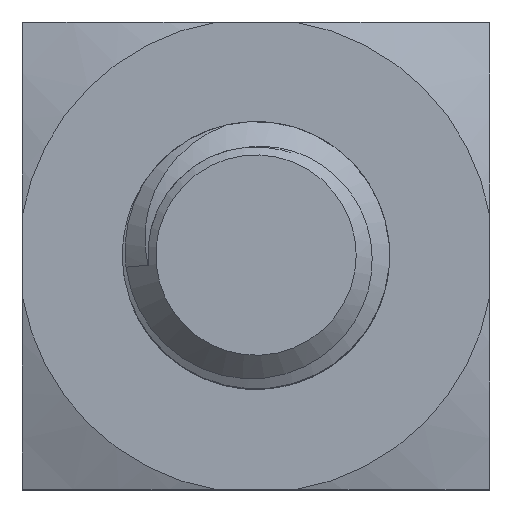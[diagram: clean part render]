
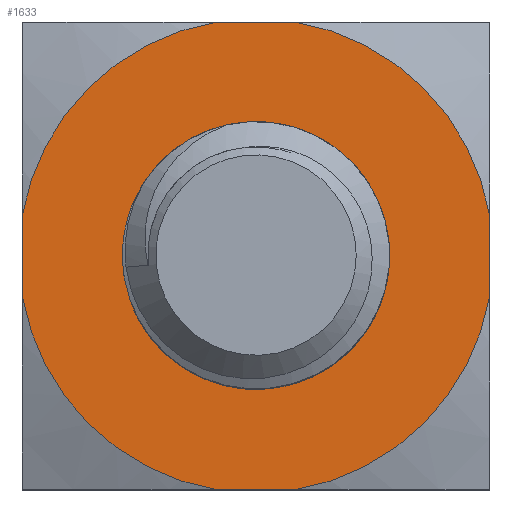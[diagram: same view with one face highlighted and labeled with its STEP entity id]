
A CAD part, top view. The second image highlights one B-rep face of the part: STEP entity #1633.
In plain terms, the highlighted planar face has unit normal (0, 0, 1).
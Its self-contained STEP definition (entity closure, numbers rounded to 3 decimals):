
#208=LINE('',#4395,#400);
#209=LINE('',#4396,#401);
#210=LINE('',#4397,#402);
#211=LINE('',#4398,#403);
#400=VECTOR('',#2150,1000.);
#401=VECTOR('',#2151,1000.);
#402=VECTOR('',#2152,1000.);
#403=VECTOR('',#2153,1000.);
#836=ORIENTED_EDGE('',*,*,#1079,.T.);
#837=ORIENTED_EDGE('',*,*,#891,.T.);
#838=ORIENTED_EDGE('',*,*,#1080,.T.);
#839=ORIENTED_EDGE('',*,*,#893,.T.);
#840=ORIENTED_EDGE('',*,*,#1081,.T.);
#841=ORIENTED_EDGE('',*,*,#885,.T.);
#842=ORIENTED_EDGE('',*,*,#1082,.T.);
#843=ORIENTED_EDGE('',*,*,#888,.T.);
#844=ORIENTED_EDGE('',*,*,#882,.F.);
#882=EDGE_CURVE('',#1096,#1096,#1226,.T.);
#885=EDGE_CURVE('',#1097,#1099,#1227,.T.);
#888=EDGE_CURVE('',#1100,#1102,#1228,.T.);
#891=EDGE_CURVE('',#1103,#1105,#1229,.T.);
#893=EDGE_CURVE('',#1108,#1107,#1230,.T.);
#1079=EDGE_CURVE('',#1102,#1103,#208,.T.);
#1080=EDGE_CURVE('',#1105,#1108,#209,.T.);
#1081=EDGE_CURVE('',#1107,#1097,#210,.T.);
#1082=EDGE_CURVE('',#1099,#1100,#211,.T.);
#1096=VERTEX_POINT('',#3923);
#1097=VERTEX_POINT('',#3934);
#1099=VERTEX_POINT('',#3945);
#1100=VERTEX_POINT('',#3957);
#1102=VERTEX_POINT('',#3968);
#1103=VERTEX_POINT('',#3980);
#1105=VERTEX_POINT('',#3991);
#1107=VERTEX_POINT('',#4004);
#1108=VERTEX_POINT('',#4006);
#1226=CIRCLE('',#1663,2.);
#1227=CIRCLE('',#1665,3.55);
#1228=CIRCLE('',#1667,3.55);
#1229=CIRCLE('',#1669,3.55);
#1230=CIRCLE('',#1671,3.55);
#1335=EDGE_LOOP('',(#836,#837,#838,#839,#840,#841,#842,#843));
#1336=EDGE_LOOP('',(#844));
#1445=FACE_BOUND('',#1335,.T.);
#1446=FACE_BOUND('',#1336,.T.);
#1535=PLANE('',#1754);
#1633=ADVANCED_FACE('',(#1445,#1446),#1535,.T.);
#1663=AXIS2_PLACEMENT_3D('',#3922,#1782,#1783);
#1665=AXIS2_PLACEMENT_3D('',#3946,#1786,#1787);
#1667=AXIS2_PLACEMENT_3D('',#3969,#1790,#1791);
#1669=AXIS2_PLACEMENT_3D('',#3992,#1794,#1795);
#1671=AXIS2_PLACEMENT_3D('',#4005,#1798,#1799);
#1754=AXIS2_PLACEMENT_3D('',#4394,#2148,#2149);
#1782=DIRECTION('',(0.,0.,1.));
#1783=DIRECTION('',(1.,0.,0.));
#1786=DIRECTION('',(0.,0.,1.));
#1787=DIRECTION('',(1.,0.,0.));
#1790=DIRECTION('',(0.,0.,1.));
#1791=DIRECTION('',(1.,0.,0.));
#1794=DIRECTION('',(0.,0.,1.));
#1795=DIRECTION('',(1.,0.,0.));
#1798=DIRECTION('',(0.,0.,1.));
#1799=DIRECTION('',(1.,0.,0.));
#2148=DIRECTION('',(0.,0.,1.));
#2149=DIRECTION('',(1.,0.,0.));
#2150=DIRECTION('',(0.,1.,0.));
#2151=DIRECTION('',(-1.,0.,0.));
#2152=DIRECTION('',(0.,-1.,0.));
#2153=DIRECTION('',(1.,0.,0.));
#3922=CARTESIAN_POINT('',(0.,0.,1.5));
#3923=CARTESIAN_POINT('',(2.,0.,1.5));
#3934=CARTESIAN_POINT('',(-3.5,-0.592,1.5));
#3945=CARTESIAN_POINT('',(-0.592,-3.5,1.5));
#3946=CARTESIAN_POINT('',(0.,0.,1.5));
#3957=CARTESIAN_POINT('',(0.592,-3.5,1.5));
#3968=CARTESIAN_POINT('',(3.5,-0.592,1.5));
#3969=CARTESIAN_POINT('',(0.,0.,1.5));
#3980=CARTESIAN_POINT('',(3.5,0.592,1.5));
#3991=CARTESIAN_POINT('',(0.592,3.5,1.5));
#3992=CARTESIAN_POINT('',(0.,0.,1.5));
#4004=CARTESIAN_POINT('',(-3.5,0.592,1.5));
#4005=CARTESIAN_POINT('',(0.,0.,1.5));
#4006=CARTESIAN_POINT('',(-0.592,3.5,1.5));
#4394=CARTESIAN_POINT('',(0.,0.,1.5));
#4395=CARTESIAN_POINT('',(3.5,-3.5,1.5));
#4396=CARTESIAN_POINT('',(3.5,3.5,1.5));
#4397=CARTESIAN_POINT('',(-3.5,3.5,1.5));
#4398=CARTESIAN_POINT('',(-3.5,-3.5,1.5));
